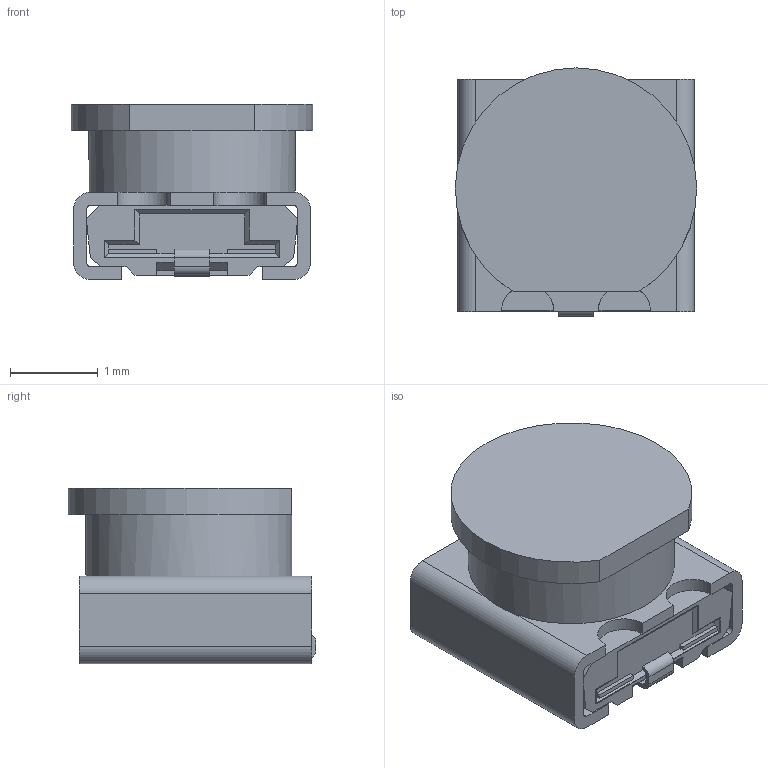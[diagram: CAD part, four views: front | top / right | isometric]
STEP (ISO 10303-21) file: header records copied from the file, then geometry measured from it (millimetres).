
FILE_DESCRIPTION(/* description */ ('Creo Elements/Direct Modeling STEP Export'),/* implementation_level */ '2;1');
FILE_NAME(/* name */ 'Hirose MS-156HF.step',/* time_stamp */ '2024-07-30T20:09:19+01:00',/* author */ (''),/* organization */ (''),/* preprocessor_version */ 'ST-DEVELOPER v20',/* originating_system */ 'Autodesk Translation Framework v13.14.0.145',/* authorisation */ '');
FILE_SCHEMA (('AUTOMOTIVE_DESIGN { 1 0 10303 214 3 1 1 }'));
Length unit declared in the file: millimetre
Products named in the file (1): MS-156HF
Bounding box: 2.75 x 2.83 x 2 mm (x, y, z)
Volume: 11 mm3; surface area: 45.9 mm2
Topology: 1 solids, 1 shells, 172 faces, 499 edges, 319 vertices
Faces by surface type: plane 136, cylinder 36
Full cylindrical faces by diameter (mm): 2.35 x1
Entity records: 5719 total; most frequent: ORIENTED_EDGE 998, CARTESIAN_POINT 991, DIRECTION 926, EDGE_CURVE 499, LINE 418, VECTOR 418, VERTEX_POINT 319, AXIS2_PLACEMENT_3D 254
